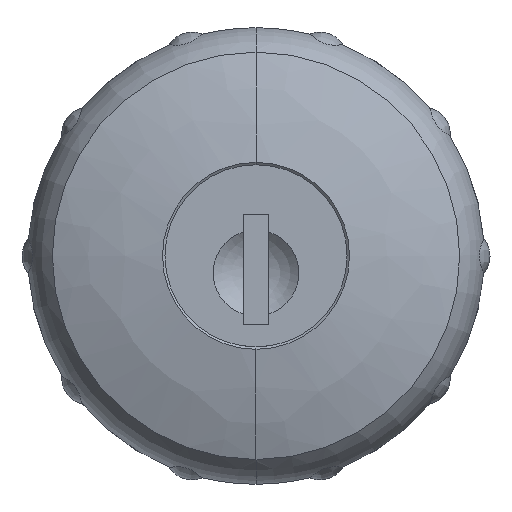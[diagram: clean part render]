
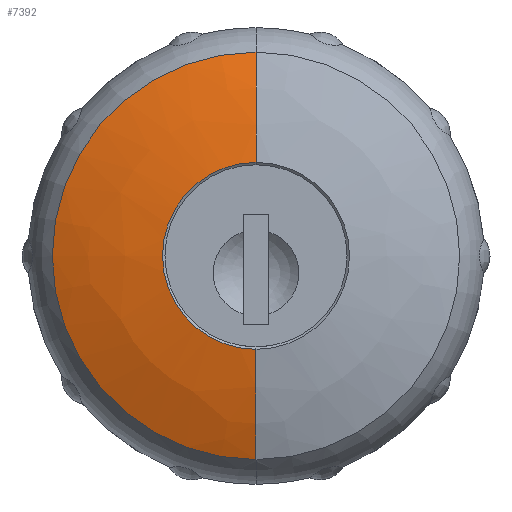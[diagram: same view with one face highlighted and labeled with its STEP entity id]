
A CAD part, top view. The second image highlights one B-rep face of the part: STEP entity #7392.
In plain terms, the highlighted free-form (B-spline) face has degree [3, 3] with [7, 4] control points.
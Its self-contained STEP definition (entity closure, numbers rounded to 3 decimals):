
#2758=CARTESIAN_POINT('',(0.,0.,44.95));
#2759=DIRECTION('',(0.,0.,1.));
#2760=DIRECTION('',(0.,1.,0.));
#2761=AXIS2_PLACEMENT_3D('',#2758,#2759,#2760);
#2763=CARTESIAN_POINT('',(0.,-3.384,
7.251));
#2764=DIRECTION('',(1.,0.,0.));
#2765=DIRECTION('',(0.,-0.126,0.992));
#2766=AXIS2_PLACEMENT_3D('',#2763,#2764,#2765);
#2768=CARTESIAN_POINT('',(0.,0.,42.418));
#2769=DIRECTION('',(0.,0.,-1.));
#2770=DIRECTION('',(0.,-1.,0.));
#2771=AXIS2_PLACEMENT_3D('',#2768,#2769,#2770);
#2773=CARTESIAN_POINT('',(0.,3.384,7.251));
#2774=DIRECTION('',(-1.,0.,0.));
#2775=DIRECTION('',(0.,0.126,0.992));
#2776=AXIS2_PLACEMENT_3D('',#2773,#2774,#2775);
#4030=CARTESIAN_POINT('',(0.,17.78,42.418));
#4031=VERTEX_POINT('',#4030);
#4032=CARTESIAN_POINT('',(0.,-17.78,
42.418));
#4033=VERTEX_POINT('',#4032);
#4164=CARTESIAN_POINT('',(0.,8.157,44.95));
#4165=VERTEX_POINT('',#4164);
#4166=CARTESIAN_POINT('',(0.,-8.157,
44.95));
#4167=VERTEX_POINT('',#4166);
#7354=CARTESIAN_POINT('',(0.5,-7.943,
44.975));
#7355=CARTESIAN_POINT('',(0.716,-11.381,
44.557));
#7356=CARTESIAN_POINT('',(0.927,-14.731,
43.674));
#7357=CARTESIAN_POINT('',(1.128,-17.929,42.342));
#7358=CARTESIAN_POINT('',(-4.388,-8.25,
44.975));
#7359=CARTESIAN_POINT('',(-6.288,-11.822,
44.557));
#7360=CARTESIAN_POINT('',(-8.138,-15.301,
43.674));
#7361=CARTESIAN_POINT('',(-9.906,-18.623,
42.342));
#7362=CARTESIAN_POINT('',(-7.958,-4.898,
44.975));
#7363=CARTESIAN_POINT('',(-11.403,-7.018,
44.557));
#7364=CARTESIAN_POINT('',(-14.76,-9.083,
43.674));
#7365=CARTESIAN_POINT('',(-17.964,-11.055,
42.342));
#7366=CARTESIAN_POINT('',(-7.958,0.,
44.975));
#7367=CARTESIAN_POINT('',(-11.403,0.,
44.557));
#7368=CARTESIAN_POINT('',(-14.76,0.,
43.674));
#7369=CARTESIAN_POINT('',(-17.964,0.,
42.342));
#7370=CARTESIAN_POINT('',(-7.958,4.898,44.975));
#7371=CARTESIAN_POINT('',(-11.403,7.018,44.557));
#7372=CARTESIAN_POINT('',(-14.76,9.083,43.674));
#7373=CARTESIAN_POINT('',(-17.964,11.055,42.342));
#7374=CARTESIAN_POINT('',(-4.388,8.25,44.975));
#7375=CARTESIAN_POINT('',(-6.288,11.822,44.557));
#7376=CARTESIAN_POINT('',(-8.138,15.301,43.674));
#7377=CARTESIAN_POINT('',(-9.906,18.623,42.342));
#7378=CARTESIAN_POINT('',(0.5,7.943,44.975));
#7379=CARTESIAN_POINT('',(0.716,11.381,44.557));
#7380=CARTESIAN_POINT('',(0.927,14.731,43.674));
#7381=CARTESIAN_POINT('',(1.128,17.929,42.342));
#7382=(BOUNDED_SURFACE()B_SPLINE_SURFACE(3,3,((#7354,#7355,#7356,#7357),(#7358,
#7359,#7360,#7361),(#7362,#7363,#7364,#7365),(#7366,#7367,#7368,#7369),(#7370,
#7371,#7372,#7373),(#7374,#7375,#7376,#7377),(#7378,#7379,#7380,#7381)),
.UNSPECIFIED.,.F.,.F.,.F.)B_SPLINE_SURFACE_WITH_KNOTS((4,3,4),(4,4),(0.,1.,
2.),(0.,1.),.UNSPECIFIED.)GEOMETRIC_REPRESENTATION_ITEM()RATIONAL_B_SPLINE_SURFACE(((1.193,1.185,1.185,1.193),(
0.942,0.936,0.936,0.942),(
0.942,0.936,0.936,0.942),(
1.193,1.185,1.185,1.193),(
0.942,0.936,0.936,0.942),(
0.942,0.936,0.936,0.942),(
1.193,1.185,1.185,1.193)))REPRESENTATION_ITEM('')SURFACE());
#7384=ORIENTED_EDGE('',*,*,#7383,.F.);
#7386=ORIENTED_EDGE('',*,*,#7385,.T.);
#7388=ORIENTED_EDGE('',*,*,#7387,.T.);
#7389=ORIENTED_EDGE('',*,*,#7348,.T.);
#7390=EDGE_LOOP('',(#7384,#7386,#7388,#7389));
#7391=FACE_OUTER_BOUND('',#7390,.F.);
#7392=ADVANCED_FACE('',(#7391),#7382,.T.);
#2762=CIRCLE('',#2761,8.157);
#2767=CIRCLE('',#2766,38.);
#2772=CIRCLE('',#2771,17.78);
#2777=CIRCLE('',#2776,38.);
#7348=EDGE_CURVE('',#4033,#4031,#2772,.T.);
#7383=EDGE_CURVE('',#4165,#4031,#2777,.T.);
#7385=EDGE_CURVE('',#4165,#4167,#2762,.T.);
#7387=EDGE_CURVE('',#4167,#4033,#2767,.T.);
